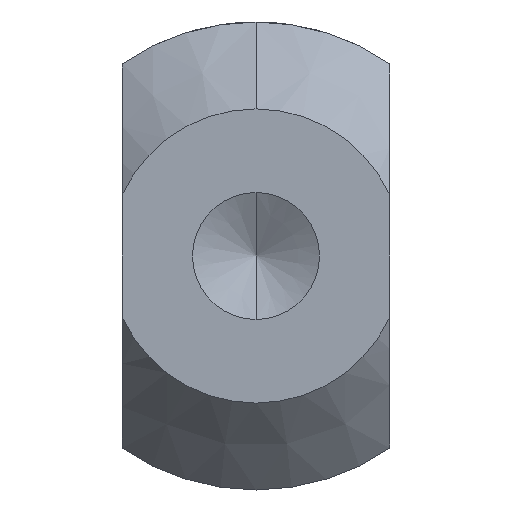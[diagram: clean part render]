
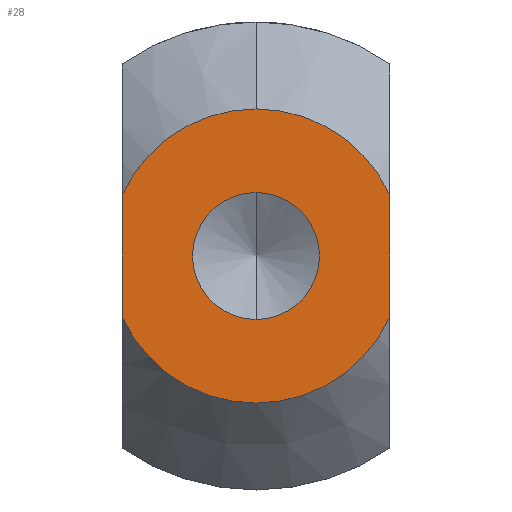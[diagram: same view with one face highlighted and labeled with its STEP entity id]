
A CAD part, front view. The second image highlights one B-rep face of the part: STEP entity #28.
In plain terms, the highlighted planar face has unit normal (0, -1, 0).
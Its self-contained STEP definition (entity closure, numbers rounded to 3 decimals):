
#28 = ADVANCED_FACE ( 'PLANAR_0', ( #132, #309 ), #414, .F. ) ;
#36 = EDGE_CURVE ( 'NONE', #147, #445, #137, .T. ) ;
#58 = CARTESIAN_POINT ( 'NONE',  ( 0., -3.2, 4.4 ) ) ;
#61 = AXIS2_PLACEMENT_3D ( 'NONE', #417, #191, #201 ) ;
#75 = DIRECTION ( 'NONE',  ( 0., 0., 1. ) ) ;
#85 = CARTESIAN_POINT ( 'NONE',  ( 0., -3.2, 0. ) ) ;
#96 = CARTESIAN_POINT ( 'NONE',  ( 0., -3.2, 0. ) ) ;
#112 = AXIS2_PLACEMENT_3D ( 'NONE', #404, #395, #232 ) ;
#115 = AXIS2_PLACEMENT_3D ( 'NONE', #96, #613, #514 ) ;
#121 = CARTESIAN_POINT ( 'NONE',  ( -4., -3.2, 0. ) ) ;
#123 = AXIS2_PLACEMENT_3D ( 'NONE', #85, #243, #472 ) ;
#124 = DIRECTION ( 'NONE',  ( 0., 0., -1. ) ) ;
#128 = ORIENTED_EDGE ( 'NONE', *, *, #387, .T. ) ;
#132 = FACE_OUTER_BOUND ( 'NONE', #503, .T. ) ;
#137 = LINE ( 'NONE', #121, #225 ) ;
#147 = VERTEX_POINT ( 'NONE', #156 ) ;
#156 = CARTESIAN_POINT ( 'NONE',  ( -4., -3.2, 1.833 ) ) ;
#174 = ORIENTED_EDGE ( 'NONE', *, *, #682, .F. ) ;
#182 = EDGE_LOOP ( 'NONE', ( #174, #615 ) ) ;
#185 = CARTESIAN_POINT ( 'NONE',  ( 0., -3.2, 0. ) ) ;
#189 = DIRECTION ( 'NONE',  ( 0., -1., 0. ) ) ;
#191 = DIRECTION ( 'NONE',  ( 0., -1., 0. ) ) ;
#198 = VERTEX_POINT ( 'NONE', #705 ) ;
#199 = CARTESIAN_POINT ( 'NONE',  ( 0., -3.2, -1.9 ) ) ;
#201 = DIRECTION ( 'NONE',  ( 0., 0., -1. ) ) ;
#225 = VECTOR ( 'NONE', #124, 1000. ) ;
#232 = DIRECTION ( 'NONE',  ( 0., 0., -1. ) ) ;
#243 = DIRECTION ( 'NONE',  ( 0., 1., 0. ) ) ;
#255 = DIRECTION ( 'NONE',  ( 0., -1., 0. ) ) ;
#290 = CIRCLE ( 'NONE', #112, 1.9 ) ;
#309 = FACE_BOUND ( 'NONE', #182, .T. ) ;
#313 = CARTESIAN_POINT ( 'NONE',  ( 0., -3.2, 0. ) ) ;
#321 = CARTESIAN_POINT ( 'NONE',  ( -4., -3.2, -1.833 ) ) ;
#387 = EDGE_CURVE ( 'NONE', #445, #198, #697, .T. ) ;
#390 = ORIENTED_EDGE ( 'NONE', *, *, #644, .T. ) ;
#395 = DIRECTION ( 'NONE',  ( 0., -1., 0. ) ) ;
#404 = CARTESIAN_POINT ( 'NONE',  ( 0., -3.2, 0. ) ) ;
#405 = VERTEX_POINT ( 'NONE', #58 ) ;
#414 = PLANE ( 'NONE',  #123 ) ;
#415 = VERTEX_POINT ( 'NONE', #658 ) ;
#417 = CARTESIAN_POINT ( 'NONE',  ( 0., -3.2, 0. ) ) ;
#425 = DIRECTION ( 'NONE',  ( 0., 0., -1. ) ) ;
#430 = LINE ( 'NONE', #488, #481 ) ;
#445 = VERTEX_POINT ( 'NONE', #321 ) ;
#462 = CIRCLE ( 'NONE', #607, 4.4 ) ;
#472 = DIRECTION ( 'NONE',  ( 0., 0., 1. ) ) ;
#481 = VECTOR ( 'NONE', #75, 1000. ) ;
#488 = CARTESIAN_POINT ( 'NONE',  ( 4., -3.2, 0. ) ) ;
#503 = EDGE_LOOP ( 'NONE', ( #675, #572, #506, #128, #390 ) ) ;
#506 = ORIENTED_EDGE ( 'NONE', *, *, #36, .T. ) ;
#514 = DIRECTION ( 'NONE',  ( 0., 0., -1. ) ) ;
#521 = EDGE_CURVE ( 'NONE', #405, #147, #597, .T. ) ;
#571 = EDGE_CURVE ( 'NONE', #415, #627, #650, .T. ) ;
#572 = ORIENTED_EDGE ( 'NONE', *, *, #521, .T. ) ;
#597 = CIRCLE ( 'NONE', #61, 4.4 ) ;
#602 = EDGE_CURVE ( 'NONE', #653, #405, #462, .T. ) ;
#607 = AXIS2_PLACEMENT_3D ( 'NONE', #313, #189, #703 ) ;
#613 = DIRECTION ( 'NONE',  ( 0., -1., 0. ) ) ;
#615 = ORIENTED_EDGE ( 'NONE', *, *, #571, .F. ) ;
#627 = VERTEX_POINT ( 'NONE', #199 ) ;
#644 = EDGE_CURVE ( 'NONE', #198, #653, #430, .T. ) ;
#647 = CARTESIAN_POINT ( 'NONE',  ( 4., -3.2, 1.833 ) ) ;
#650 = CIRCLE ( 'NONE', #681, 1.9 ) ;
#653 = VERTEX_POINT ( 'NONE', #647 ) ;
#658 = CARTESIAN_POINT ( 'NONE',  ( 0., -3.2, 1.9 ) ) ;
#675 = ORIENTED_EDGE ( 'NONE', *, *, #602, .T. ) ;
#681 = AXIS2_PLACEMENT_3D ( 'NONE', #185, #255, #425 ) ;
#682 = EDGE_CURVE ( 'NONE', #627, #415, #290, .T. ) ;
#697 = CIRCLE ( 'NONE', #115, 4.4 ) ;
#703 = DIRECTION ( 'NONE',  ( 0., 0., -1. ) ) ;
#705 = CARTESIAN_POINT ( 'NONE',  ( 4., -3.2, -1.833 ) ) ;
